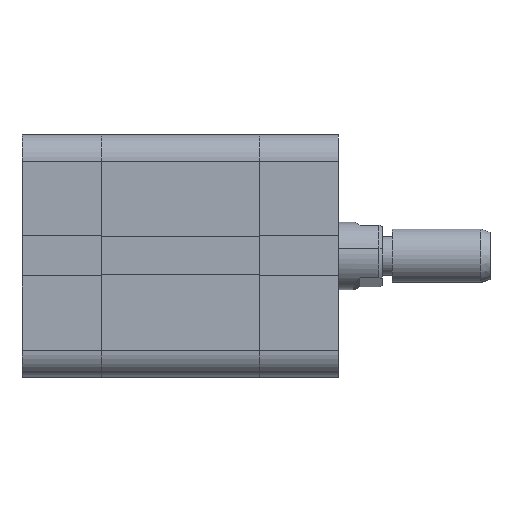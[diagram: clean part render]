
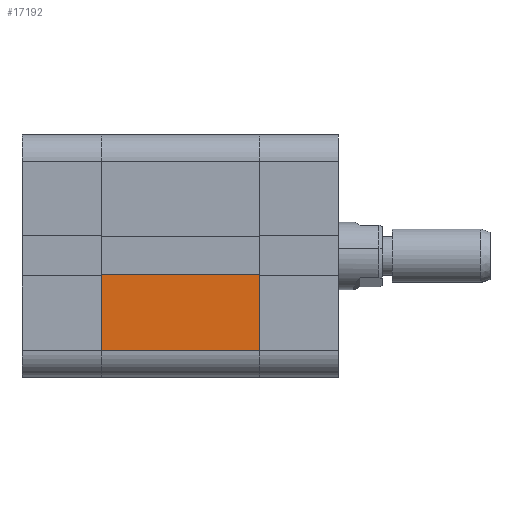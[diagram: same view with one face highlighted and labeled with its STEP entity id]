
A CAD part, top view. The second image highlights one B-rep face of the part: STEP entity #17192.
In plain terms, the highlighted planar face has unit normal (0, 0, 1).
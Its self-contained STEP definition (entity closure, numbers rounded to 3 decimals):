
#1439 = PLANE ( 'NONE',  #4227 ) ;
#1680 = CARTESIAN_POINT ( 'NONE',  ( 23.5, -14., 18. ) ) ;
#3294 = VERTEX_POINT ( 'NONE', #24547 ) ;
#3914 = DIRECTION ( 'NONE',  ( 1., 0., 0. ) ) ;
#4227 = AXIS2_PLACEMENT_3D ( 'NONE', #14836, #11068, #16971 ) ;
#4619 = DIRECTION ( 'NONE',  ( -1., 0., 0. ) ) ;
#4630 = LINE ( 'NONE', #8643, #23249 ) ;
#5124 = DIRECTION ( 'NONE',  ( 0., -1., 0. ) ) ;
#5181 = CARTESIAN_POINT ( 'NONE',  ( 0., -18., 18. ) ) ;
#6376 = CARTESIAN_POINT ( 'NONE',  ( 23.501, -2.8, 18. ) ) ;
#6749 = EDGE_LOOP ( 'NONE', ( #16221, #12040, #18002, #10655 ) ) ;
#8354 = EDGE_CURVE ( 'NONE', #10242, #3294, #9421, .T. ) ;
#8643 = CARTESIAN_POINT ( 'NONE',  ( 23.5, -18., 18. ) ) ;
#8703 = DIRECTION ( 'NONE',  ( 0., -1., 0. ) ) ;
#9306 = FACE_OUTER_BOUND ( 'NONE', #6749, .T. ) ;
#9421 = LINE ( 'NONE', #1680, #15886 ) ;
#10242 = VERTEX_POINT ( 'NONE', #24458 ) ;
#10655 = ORIENTED_EDGE ( 'NONE', *, *, #15301, .F. ) ;
#11068 = DIRECTION ( 'NONE',  ( 0., 0., -1. ) ) ;
#12040 = ORIENTED_EDGE ( 'NONE', *, *, #14765, .T. ) ;
#12111 = CARTESIAN_POINT ( 'NONE',  ( 0., -2.8, 18. ) ) ;
#13009 = CARTESIAN_POINT ( 'NONE',  ( 23.5, -2.8, 18. ) ) ;
#14765 = EDGE_CURVE ( 'NONE', #23181, #10242, #18231, .T. ) ;
#14836 = CARTESIAN_POINT ( 'NONE',  ( 23.5, -18., 18. ) ) ;
#15301 = EDGE_CURVE ( 'NONE', #16472, #3294, #4630, .T. ) ;
#15886 = VECTOR ( 'NONE', #3914, 1000. ) ;
#16221 = ORIENTED_EDGE ( 'NONE', *, *, #19846, .T. ) ;
#16472 = VERTEX_POINT ( 'NONE', #13009 ) ;
#16971 = DIRECTION ( 'NONE',  ( 0., -1., 0. ) ) ;
#17192 = ADVANCED_FACE ( 'NONE', ( #9306 ), #1439, .F. ) ;
#17792 = LINE ( 'NONE', #6376, #18666 ) ;
#18002 = ORIENTED_EDGE ( 'NONE', *, *, #8354, .T. ) ;
#18231 = LINE ( 'NONE', #5181, #24032 ) ;
#18666 = VECTOR ( 'NONE', #4619, 1000. ) ;
#19846 = EDGE_CURVE ( 'NONE', #16472, #23181, #17792, .T. ) ;
#23181 = VERTEX_POINT ( 'NONE', #12111 ) ;
#23249 = VECTOR ( 'NONE', #5124, 1000. ) ;
#24032 = VECTOR ( 'NONE', #8703, 1000. ) ;
#24458 = CARTESIAN_POINT ( 'NONE',  ( 0., -14., 18. ) ) ;
#24547 = CARTESIAN_POINT ( 'NONE',  ( 23.5, -14., 18. ) ) ;
